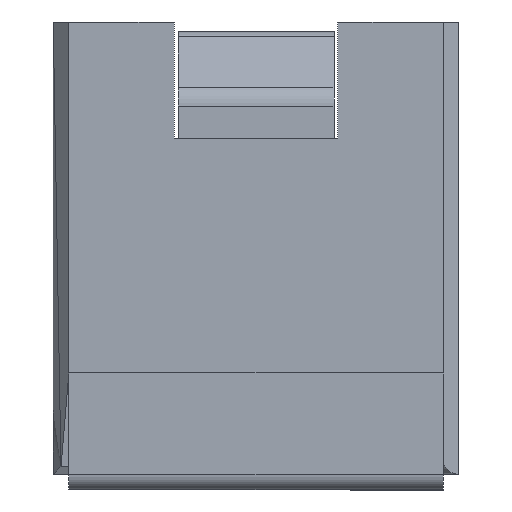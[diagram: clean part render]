
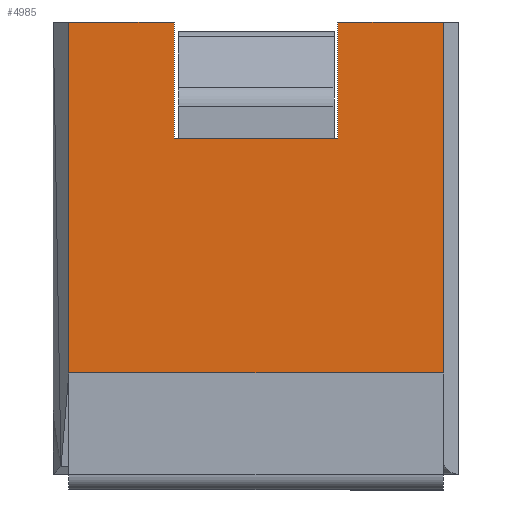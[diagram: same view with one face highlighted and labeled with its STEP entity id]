
A CAD part, left-side view. The second image highlights one B-rep face of the part: STEP entity #4985.
In plain terms, the highlighted planar face has unit normal (-1, 0, 0).
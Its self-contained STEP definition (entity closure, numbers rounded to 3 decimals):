
#4395 = VERTEX_POINT('',#4396);
#4396 = CARTESIAN_POINT('',(-6.,-1.05,6.));
#4402 = EDGE_CURVE('',#4395,#4403,#4405,.T.);
#4403 = VERTEX_POINT('',#4404);
#4404 = CARTESIAN_POINT('',(-6.,-2.4,6.));
#4405 = LINE('',#4406,#4407);
#4406 = CARTESIAN_POINT('',(-6.,2.4,6.));
#4407 = VECTOR('',#4408,1.);
#4408 = DIRECTION('',(0.,-1.,0.));
#4533 = VERTEX_POINT('',#4534);
#4534 = CARTESIAN_POINT('',(-6.,2.4,6.));
#4540 = EDGE_CURVE('',#4533,#4541,#4543,.T.);
#4541 = VERTEX_POINT('',#4542);
#4542 = CARTESIAN_POINT('',(-6.,1.05,6.));
#4543 = LINE('',#4544,#4545);
#4544 = CARTESIAN_POINT('',(-6.,2.4,6.));
#4545 = VECTOR('',#4546,1.);
#4546 = DIRECTION('',(0.,-1.,0.));
#4587 = VERTEX_POINT('',#4588);
#4588 = CARTESIAN_POINT('',(-6.,-2.4,1.5));
#4594 = EDGE_CURVE('',#4587,#4403,#4595,.T.);
#4595 = LINE('',#4596,#4597);
#4596 = CARTESIAN_POINT('',(-6.,-2.4,0.2));
#4597 = VECTOR('',#4598,1.);
#4598 = DIRECTION('',(0.,0.,1.));
#4613 = VERTEX_POINT('',#4614);
#4614 = CARTESIAN_POINT('',(-6.,2.4,1.5));
#4620 = EDGE_CURVE('',#4587,#4613,#4621,.T.);
#4621 = LINE('',#4622,#4623);
#4622 = CARTESIAN_POINT('',(-6.,-2.75,1.5));
#4623 = VECTOR('',#4624,1.);
#4624 = DIRECTION('',(0.,1.,0.));
#4635 = EDGE_CURVE('',#4613,#4533,#4636,.T.);
#4636 = LINE('',#4637,#4638);
#4637 = CARTESIAN_POINT('',(-6.,2.4,0.2));
#4638 = VECTOR('',#4639,1.);
#4639 = DIRECTION('',(0.,0.,1.));
#4936 = VERTEX_POINT('',#4937);
#4937 = CARTESIAN_POINT('',(-6.,-1.05,4.5));
#4943 = EDGE_CURVE('',#4936,#4395,#4944,.T.);
#4944 = LINE('',#4945,#4946);
#4945 = CARTESIAN_POINT('',(-6.,-1.05,2.35));
#4946 = VECTOR('',#4947,1.);
#4947 = DIRECTION('',(0.,0.,1.));
#4985 = ADVANCED_FACE('',(#4986),#5008,.F.);
#4986 = FACE_BOUND('',#4987,.F.);
#4987 = EDGE_LOOP('',(#4988,#4989,#4990,#4991,#4992,#5000,#5006,#5007));
#4988 = ORIENTED_EDGE('',*,*,#4594,.F.);
#4989 = ORIENTED_EDGE('',*,*,#4620,.T.);
#4990 = ORIENTED_EDGE('',*,*,#4635,.T.);
#4991 = ORIENTED_EDGE('',*,*,#4540,.T.);
#4992 = ORIENTED_EDGE('',*,*,#4993,.T.);
#4993 = EDGE_CURVE('',#4541,#4994,#4996,.T.);
#4994 = VERTEX_POINT('',#4995);
#4995 = CARTESIAN_POINT('',(-6.,1.05,4.5));
#4996 = LINE('',#4997,#4998);
#4997 = CARTESIAN_POINT('',(-6.,1.05,3.2));
#4998 = VECTOR('',#4999,1.);
#4999 = DIRECTION('',(0.,0.,-1.));
#5000 = ORIENTED_EDGE('',*,*,#5001,.T.);
#5001 = EDGE_CURVE('',#4994,#4936,#5002,.T.);
#5002 = LINE('',#5003,#5004);
#5003 = CARTESIAN_POINT('',(-6.,1.725,4.5));
#5004 = VECTOR('',#5005,1.);
#5005 = DIRECTION('',(0.,-1.,0.));
#5006 = ORIENTED_EDGE('',*,*,#4943,.T.);
#5007 = ORIENTED_EDGE('',*,*,#4402,.T.);
#5008 = PLANE('',#5009);
#5009 = AXIS2_PLACEMENT_3D('',#5010,#5011,#5012);
#5010 = CARTESIAN_POINT('',(-6.,2.4,0.2));
#5011 = DIRECTION('',(1.,0.,0.));
#5012 = DIRECTION('',(0.,-1.,0.));
